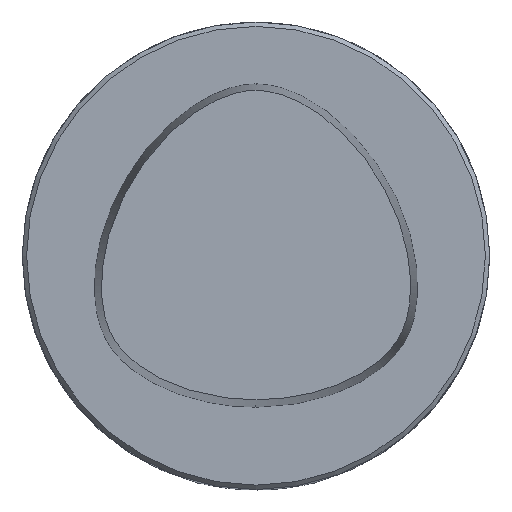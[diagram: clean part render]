
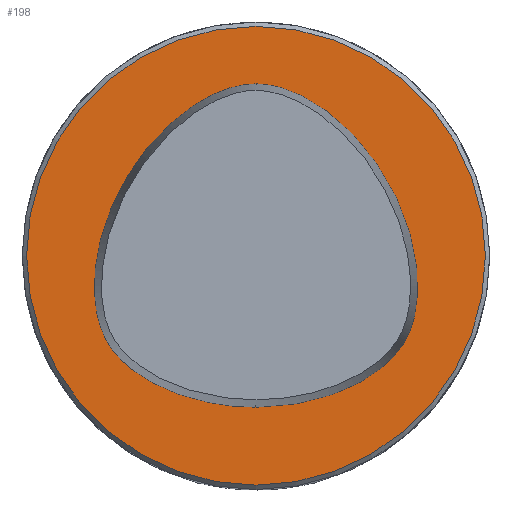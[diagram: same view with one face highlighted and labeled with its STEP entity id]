
A CAD part, top view. The second image highlights one B-rep face of the part: STEP entity #198.
In plain terms, the highlighted planar face has unit normal (0, 0, 1).
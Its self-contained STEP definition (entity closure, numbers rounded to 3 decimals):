
#198=ADVANCED_FACE('',(#306),#250,.F.);
#250=PLANE('',#1353);
#306=FACE_OUTER_BOUND('',#386,.T.);
#386=EDGE_LOOP('',(#689));
#440=CIRCLE('',#1351,15.7);
#689=ORIENTED_EDGE('',*,*,#1016,.T.);
#865=VERTEX_POINT('',#2354);
#1016=EDGE_CURVE('',#865,#865,#440,.T.);
#1351=AXIS2_PLACEMENT_3D('',#2353,#1647,#1648);
#1353=AXIS2_PLACEMENT_3D('',#2356,#1651,#1652);
#1647=DIRECTION('',(0.,0.,1.));
#1648=DIRECTION('',(-1.,0.,0.));
#1651=DIRECTION('',(0.,0.,-1.));
#1652=DIRECTION('',(-1.,0.,0.));
#2353=CARTESIAN_POINT('',(0.,0.,0.));
#2354=CARTESIAN_POINT('',(-15.7,0.,0.));
#2356=CARTESIAN_POINT('',(0.,0.,0.));
